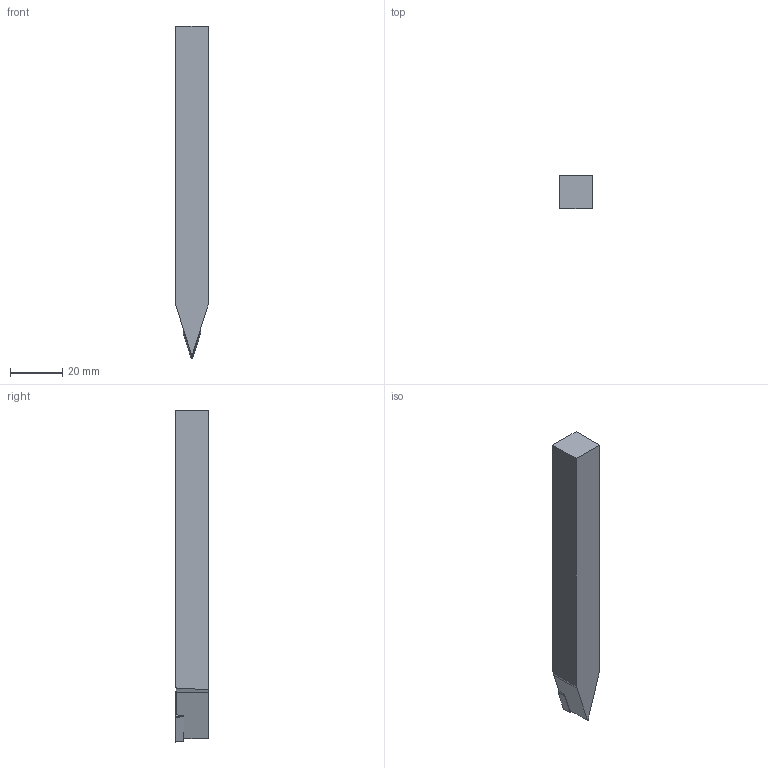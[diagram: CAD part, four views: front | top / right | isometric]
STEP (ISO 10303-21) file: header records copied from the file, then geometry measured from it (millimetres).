
FILE_DESCRIPTION(/* description */ (''),/* implementation_level */ '2;1');
FILE_NAME(/* name */ '1540807291669.stp',/* time_stamp */ '2018-10-29T15:31:44+05:00',/* author */ (''),/* organization */ ('SMS'),/* preprocessor_version */ 'ST-DEVELOPER v15',/* originating_system */ 'SIEMENS PLM Software NX 8.5',/* authorisation */ '');
FILE_SCHEMA (('AUTOMOTIVE_DESIGN { 1 0 10303 214 3 1 1 1 }'));
Length unit declared in the file: millimetre
Products named in the file (4): ASSEMBLY_CONSTRUCTION; IsoTurningInsert; 201945274mod000_00; 201945549mod000_00
Assembly tree (3 placements, depth 2):
  201945549mod000_00
    201945274mod000_00
    IsoTurningInsert
    ASSEMBLY_CONSTRUCTION
Bounding box: 12.65 x 12.7 x 127 mm (x, y, z)
Volume: 18537 mm3; surface area: 6594 mm2
Topology: 2 solids, 2 shells, 35 faces, 88 edges, 66 vertices
Faces by surface type: plane 20, cone 7, cylinder 4, torus 4
Full cylindrical faces by diameter (mm): 2.8 x2
Entity records: 1252 total; most frequent: CARTESIAN_POINT 235, DIRECTION 196, ORIENTED_EDGE 152, EDGE_CURVE 76, AXIS2_PLACEMENT_3D 73, VERTEX_POINT 54, LINE 50, VECTOR 50
